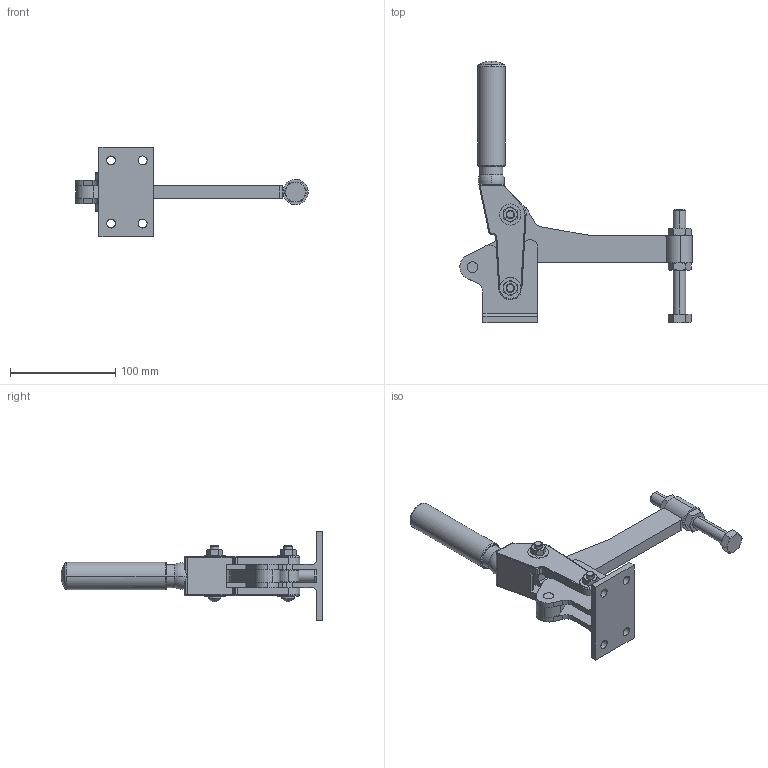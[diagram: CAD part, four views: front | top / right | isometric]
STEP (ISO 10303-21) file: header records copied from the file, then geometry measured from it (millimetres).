
FILE_DESCRIPTION(('CATIA V5 STEP Exchange'),'2;1');
FILE_NAME('MODULSPANNER_TS_V_HD_1300_SB_L135_357830.stp','2018-08-16T12:00:47+00:00',('none'),('none'),'CATIA Version 5 Release 19 SP 9 (IN-10)','CATIA V5 STEP AP214','none');
FILE_SCHEMA(('AUTOMOTIVE_DESIGN { 1 0 10303 214 1 1 1 1 }'));
Length unit declared in the file: millimetre
Products named in the file (1): MODULSPANNER_TS_V_HD_1300_SB_L135_357830
Bounding box: 220.99 x 248.92 x 85 mm (x, y, z)
Volume: 298839.8 mm3; surface area: 70490.6 mm2
Topology: 2 solids, 2 shells, 343 faces, 915 edges, 586 vertices
Faces by surface type: cylinder 140, plane 107, cone 60, torus 26, sphere 10
Entity records: 11544 total; most frequent: CARTESIAN_POINT 3376, ORIENTED_EDGE 1822, DIRECTION 1383, EDGE_CURVE 911, AXIS2_PLACEMENT_3D 678, VERTEX_POINT 584, VECTOR 370, LINE 370
